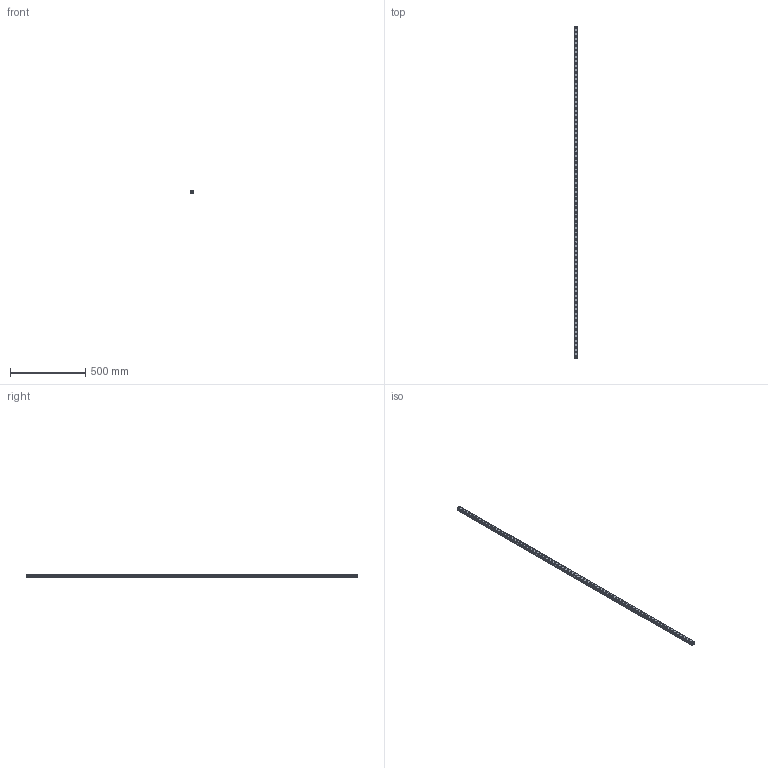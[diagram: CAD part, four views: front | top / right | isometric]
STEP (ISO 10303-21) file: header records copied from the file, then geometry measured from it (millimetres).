
FILE_DESCRIPTION(('STEP AP214'),'1');
FILE_NAME('cctmp_FDAD72D6-32A4-43C1-9996-F91B1CA70871_2021_03_10_11_57_36_0390..stp','2021-03-10T10:57:36',('HIWIN GmbH'),('CADClick - www.CADClick.com'),'Spatial InterOp 3D',' ','unknown authorization');
FILE_SCHEMA(('AUTOMOTIVE_DESIGN'));
Length unit declared in the file: millimetre
Products named in the file (1): RGR25R2210H_FILE
Bounding box: 23 x 2210 x 23.6 mm (x, y, z)
Volume: 885806.2 mm3; surface area: 274714.9 mm2
Topology: 1 solids, 1 shells, 783 faces, 1665 edges, 1110 vertices
Faces by surface type: cylinder 462, plane 321
Entity records: 27811 total; most frequent: DIRECTION 4157, CARTESIAN_POINT 3559, ORIENTED_EDGE 3330, AXIS2_PLACEMENT_3D 1708, EDGE_CURVE 1665, VERTEX_POINT 1110, EDGE_LOOP 1009, CIRCLE 924
